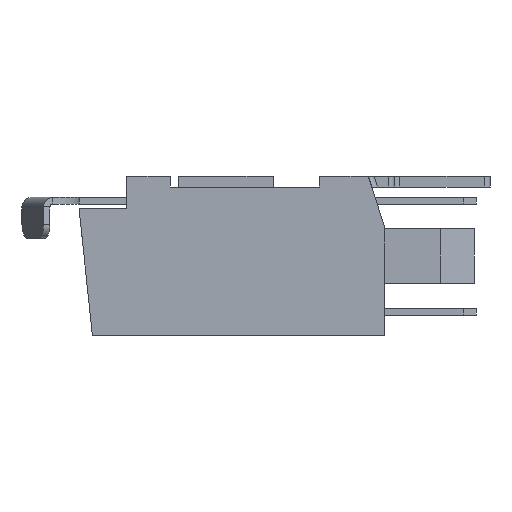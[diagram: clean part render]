
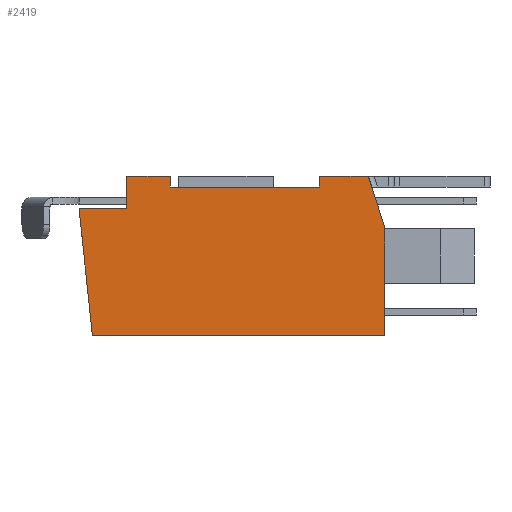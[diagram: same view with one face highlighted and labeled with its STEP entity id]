
A CAD part, left-side view. The second image highlights one B-rep face of the part: STEP entity #2419.
In plain terms, the highlighted planar face has unit normal (-1, 0, 0).
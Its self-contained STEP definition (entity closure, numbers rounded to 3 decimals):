
#184 = CARTESIAN_POINT ( 'NONE',  ( -9.4, 3.194, -1.022 ) ) ;
#187 = ORIENTED_EDGE ( 'NONE', *, *, #4642, .T. ) ;
#341 = EDGE_CURVE ( 'NONE', #3740, #4336, #1579, .T. ) ;
#396 = DIRECTION ( 'NONE',  ( 0., 1., 0. ) ) ;
#423 = CARTESIAN_POINT ( 'NONE',  ( -9.4, 15.04, 2.91 ) ) ;
#495 = ORIENTED_EDGE ( 'NONE', *, *, #4539, .F. ) ;
#536 = EDGE_LOOP ( 'NONE', ( #2886, #3582, #495, #1078, #6121, #1097, #187, #3209, #1860, #4589, #6343 ) ) ;
#578 = CARTESIAN_POINT ( 'NONE',  ( -9.4, 15.04, 2.91 ) ) ;
#600 = EDGE_CURVE ( 'NONE', #1901, #4505, #4982, .T. ) ;
#604 = LINE ( 'NONE', #3253, #4984 ) ;
#696 = CARTESIAN_POINT ( 'NONE',  ( -9.4, 11.698, 2.91 ) ) ;
#929 = VECTOR ( 'NONE', #6713, 1000. ) ;
#1064 = CARTESIAN_POINT ( 'NONE',  ( -9.4, 6.242, 2.91 ) ) ;
#1078 = ORIENTED_EDGE ( 'NONE', *, *, #1844, .T. ) ;
#1097 = ORIENTED_EDGE ( 'NONE', *, *, #600, .T. ) ;
#1200 = DIRECTION ( 'NONE',  ( 0., 0., 1. ) ) ;
#1357 = LINE ( 'NONE', #5566, #6070 ) ;
#1426 = LINE ( 'NONE', #578, #5714 ) ;
#1461 = EDGE_CURVE ( 'NONE', #4127, #3740, #604, .T. ) ;
#1484 = CARTESIAN_POINT ( 'NONE',  ( -9.4, 0., 1.735 ) ) ;
#1579 = LINE ( 'NONE', #423, #6467 ) ;
#1618 = VECTOR ( 'NONE', #4558, 1000. ) ;
#1683 = VECTOR ( 'NONE', #4640, 1000. ) ;
#1844 = EDGE_CURVE ( 'NONE', #2651, #4265, #5406, .T. ) ;
#1860 = ORIENTED_EDGE ( 'NONE', *, *, #4052, .T. ) ;
#1876 = CARTESIAN_POINT ( 'NONE',  ( -9.4, 13.297, 2.91 ) ) ;
#1901 = VERTEX_POINT ( 'NONE', #3355 ) ;
#2040 = CARTESIAN_POINT ( 'NONE',  ( -9.4, 3.85, -2.91 ) ) ;
#2065 = CARTESIAN_POINT ( 'NONE',  ( -9.4, 4.452, 2.91 ) ) ;
#2152 = CARTESIAN_POINT ( 'NONE',  ( -9.4, 14.551, -2.91 ) ) ;
#2213 = DIRECTION ( 'NONE',  ( 0., 0., -1. ) ) ;
#2238 = VECTOR ( 'NONE', #396, 1000. ) ;
#2331 = CARTESIAN_POINT ( 'NONE',  ( -9.4, 14.694, -1.547 ) ) ;
#2419 = ADVANCED_FACE ( 'NONE', ( #4156 ), #3881, .F. ) ;
#2537 = EDGE_CURVE ( 'NONE', #5941, #2757, #1357, .T. ) ;
#2589 = EDGE_CURVE ( 'NONE', #4839, #4704, #6430, .T. ) ;
#2651 = VERTEX_POINT ( 'NONE', #1876 ) ;
#2757 = VERTEX_POINT ( 'NONE', #5866 ) ;
#2886 = ORIENTED_EDGE ( 'NONE', *, *, #6191, .F. ) ;
#3209 = ORIENTED_EDGE ( 'NONE', *, *, #2537, .T. ) ;
#3222 = LINE ( 'NONE', #6194, #6044 ) ;
#3253 = CARTESIAN_POINT ( 'NONE',  ( -9.4, 6.242, 2.525 ) ) ;
#3267 = EDGE_CURVE ( 'NONE', #4265, #1901, #6414, .T. ) ;
#3355 = CARTESIAN_POINT ( 'NONE',  ( -9.4, 15.04, 1.735 ) ) ;
#3473 = DIRECTION ( 'NONE',  ( 0., -1., 0. ) ) ;
#3582 = ORIENTED_EDGE ( 'NONE', *, *, #2589, .T. ) ;
#3615 = AXIS2_PLACEMENT_3D ( 'NONE', #6033, #3856, #2213 ) ;
#3740 = VERTEX_POINT ( 'NONE', #1064 ) ;
#3782 = CARTESIAN_POINT ( 'NONE',  ( -9.4, 13.297, 1.735 ) ) ;
#3856 = DIRECTION ( 'NONE',  ( 1., 0., 0. ) ) ;
#3881 = PLANE ( 'NONE',  #3615 ) ;
#4049 = LINE ( 'NONE', #4434, #929 ) ;
#4052 = EDGE_CURVE ( 'NONE', #2757, #4336, #4836, .T. ) ;
#4127 = VERTEX_POINT ( 'NONE', #6948 ) ;
#4156 = FACE_OUTER_BOUND ( 'NONE', #536, .T. ) ;
#4265 = VERTEX_POINT ( 'NONE', #3782 ) ;
#4277 = DIRECTION ( 'NONE',  ( 0., 0., 1. ) ) ;
#4336 = VERTEX_POINT ( 'NONE', #2065 ) ;
#4434 = CARTESIAN_POINT ( 'NONE',  ( -9.4, 11.698, 2.525 ) ) ;
#4485 = VECTOR ( 'NONE', #6123, 1000. ) ;
#4505 = VERTEX_POINT ( 'NONE', #2152 ) ;
#4539 = EDGE_CURVE ( 'NONE', #2651, #4704, #1426, .T. ) ;
#4558 = DIRECTION ( 'NONE',  ( 0., 0., 1. ) ) ;
#4589 = ORIENTED_EDGE ( 'NONE', *, *, #341, .F. ) ;
#4640 = DIRECTION ( 'NONE',  ( 0., 0.305, 0.952 ) ) ;
#4642 = EDGE_CURVE ( 'NONE', #4505, #5941, #3222, .T. ) ;
#4704 = VERTEX_POINT ( 'NONE', #696 ) ;
#4836 = LINE ( 'NONE', #184, #1683 ) ;
#4839 = VERTEX_POINT ( 'NONE', #6832 ) ;
#4982 = LINE ( 'NONE', #2331, #4485 ) ;
#4984 = VECTOR ( 'NONE', #4277, 1000. ) ;
#5397 = DIRECTION ( 'NONE',  ( 0., -1., 0. ) ) ;
#5406 = LINE ( 'NONE', #6149, #5842 ) ;
#5566 = CARTESIAN_POINT ( 'NONE',  ( -9.4, 3.85, -2.91 ) ) ;
#5575 = DIRECTION ( 'NONE',  ( 0., 0., -1. ) ) ;
#5714 = VECTOR ( 'NONE', #7130, 1000. ) ;
#5842 = VECTOR ( 'NONE', #5575, 1000. ) ;
#5866 = CARTESIAN_POINT ( 'NONE',  ( -9.4, 3.85, 1.028 ) ) ;
#5941 = VERTEX_POINT ( 'NONE', #2040 ) ;
#6033 = CARTESIAN_POINT ( 'NONE',  ( -9.4, 15.04, -2.91 ) ) ;
#6044 = VECTOR ( 'NONE', #3473, 1000. ) ;
#6070 = VECTOR ( 'NONE', #1200, 1000. ) ;
#6121 = ORIENTED_EDGE ( 'NONE', *, *, #3267, .T. ) ;
#6123 = DIRECTION ( 'NONE',  ( 0., -0.105, -0.995 ) ) ;
#6149 = CARTESIAN_POINT ( 'NONE',  ( -9.4, 13.297, 0. ) ) ;
#6191 = EDGE_CURVE ( 'NONE', #4839, #4127, #4049, .T. ) ;
#6194 = CARTESIAN_POINT ( 'NONE',  ( -9.4, 15.04, -2.91 ) ) ;
#6343 = ORIENTED_EDGE ( 'NONE', *, *, #1461, .F. ) ;
#6414 = LINE ( 'NONE', #1484, #2238 ) ;
#6430 = LINE ( 'NONE', #6771, #1618 ) ;
#6467 = VECTOR ( 'NONE', #5397, 1000. ) ;
#6713 = DIRECTION ( 'NONE',  ( 0., -1., 0. ) ) ;
#6771 = CARTESIAN_POINT ( 'NONE',  ( -9.4, 11.698, 2.525 ) ) ;
#6832 = CARTESIAN_POINT ( 'NONE',  ( -9.4, 11.698, 2.525 ) ) ;
#6948 = CARTESIAN_POINT ( 'NONE',  ( -9.4, 6.242, 2.525 ) ) ;
#7130 = DIRECTION ( 'NONE',  ( 0., -1., 0. ) ) ;
